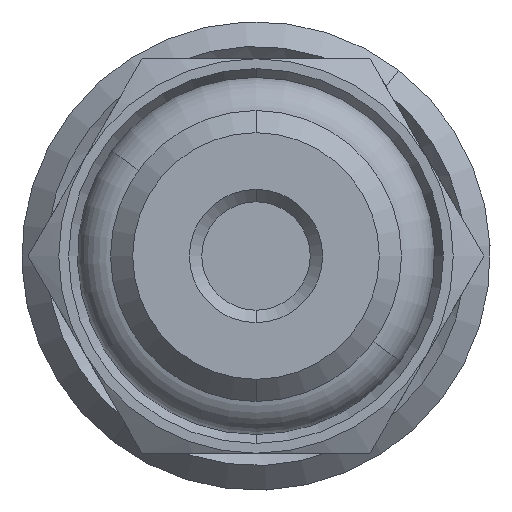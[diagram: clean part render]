
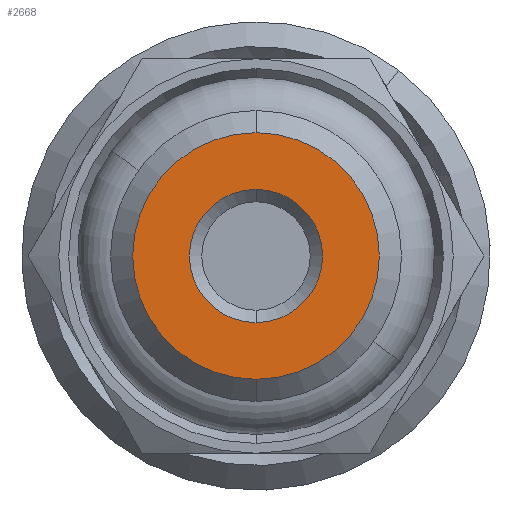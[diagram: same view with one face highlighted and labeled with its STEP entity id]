
A CAD part, front view. The second image highlights one B-rep face of the part: STEP entity #2668.
In plain terms, the highlighted planar face has unit normal (0, -1, 0).
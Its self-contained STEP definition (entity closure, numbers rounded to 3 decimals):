
#154 = FACE_OUTER_BOUND ( 'NONE', #391, .T. ) ;
#167 = FACE_BOUND ( 'NONE', #393, .T. ) ;
#233 = AXIS2_PLACEMENT_3D ( 'NONE', #2726, #2725, #2730 ) ;
#391 = EDGE_LOOP ( 'NONE', ( #1618, #1619 ) ) ;
#393 = EDGE_LOOP ( 'NONE', ( #1616, #1617 ) ) ;
#890 = EDGE_CURVE ( 'NONE', #1029, #1022, #1678, .T. ) ;
#891 = EDGE_CURVE ( 'NONE', #1017, #2438, #1673, .T. ) ;
#896 = AXIS2_PLACEMENT_3D ( 'NONE', #2488, #2489, #2490 ) ;
#897 = AXIS2_PLACEMENT_3D ( 'NONE', #2491, #2492, #2493 ) ;
#942 = AXIS2_PLACEMENT_3D ( 'NONE', #2413, #2414, #2415 ) ;
#944 = AXIS2_PLACEMENT_3D ( 'NONE', #1926, #1927, #1928 ) ;
#1017 = VERTEX_POINT ( 'NONE', #2497 ) ;
#1022 = VERTEX_POINT ( 'NONE', #2508 ) ;
#1029 = VERTEX_POINT ( 'NONE', #2514 ) ;
#1185 = EDGE_CURVE ( 'NONE', #1022, #1029, #1773, .T. ) ;
#1190 = EDGE_CURVE ( 'NONE', #2438, #1017, #1781, .T. ) ;
#1616 = ORIENTED_EDGE ( 'NONE', *, *, #1185, .T. ) ;
#1617 = ORIENTED_EDGE ( 'NONE', *, *, #890, .T. ) ;
#1618 = ORIENTED_EDGE ( 'NONE', *, *, #891, .T. ) ;
#1619 = ORIENTED_EDGE ( 'NONE', *, *, #1190, .T. ) ;
#1673 = CIRCLE ( 'NONE', #897, 2.5 ) ;
#1678 = CIRCLE ( 'NONE', #896, 1.35 ) ;
#1773 = CIRCLE ( 'NONE', #942, 1.35 ) ;
#1781 = CIRCLE ( 'NONE', #944, 2.5 ) ;
#1926 = CARTESIAN_POINT ( 'NONE',  ( 0., 0., 0. ) ) ;
#1927 = DIRECTION ( 'NONE',  ( 0., -1., 0. ) ) ;
#1928 = DIRECTION ( 'NONE',  ( 0., 0., -1. ) ) ;
#2032 = CARTESIAN_POINT ( 'NONE',  ( 0., 0., -2.5 ) ) ;
#2413 = CARTESIAN_POINT ( 'NONE',  ( 0., 0., 0. ) ) ;
#2414 = DIRECTION ( 'NONE',  ( 0., 1., 0. ) ) ;
#2415 = DIRECTION ( 'NONE',  ( 0., 0., -1. ) ) ;
#2438 = VERTEX_POINT ( 'NONE', #2032 ) ;
#2488 = CARTESIAN_POINT ( 'NONE',  ( 0., 0., 0. ) ) ;
#2489 = DIRECTION ( 'NONE',  ( 0., 1., 0. ) ) ;
#2490 = DIRECTION ( 'NONE',  ( 0., 0., -1. ) ) ;
#2491 = CARTESIAN_POINT ( 'NONE',  ( 0., 0., 0. ) ) ;
#2492 = DIRECTION ( 'NONE',  ( 0., -1., 0. ) ) ;
#2493 = DIRECTION ( 'NONE',  ( 0., 0., -1. ) ) ;
#2497 = CARTESIAN_POINT ( 'NONE',  ( 0., 0., 2.5 ) ) ;
#2508 = CARTESIAN_POINT ( 'NONE',  ( 0., 0., -1.35 ) ) ;
#2514 = CARTESIAN_POINT ( 'NONE',  ( 0., 0., 1.35 ) ) ;
#2668 = ADVANCED_FACE ( 'NONE', ( #167, #154 ), #2728, .T. ) ;
#2725 = DIRECTION ( 'NONE',  ( 0., -1., 0. ) ) ;
#2726 = CARTESIAN_POINT ( 'NONE',  ( 0., 0., 0. ) ) ;
#2728 = PLANE ( 'NONE',  #233 ) ;
#2730 = DIRECTION ( 'NONE',  ( 0., 0., -1. ) ) ;
